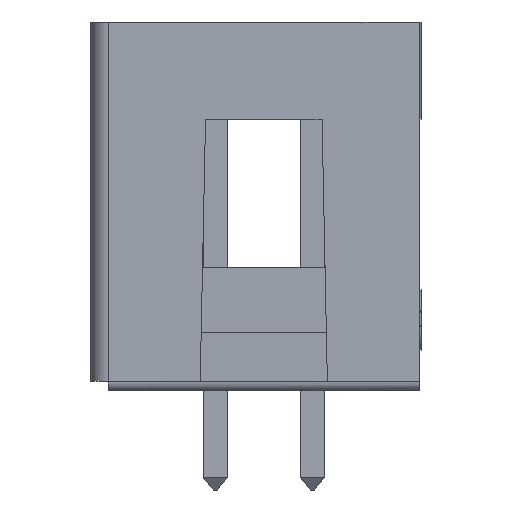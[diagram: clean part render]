
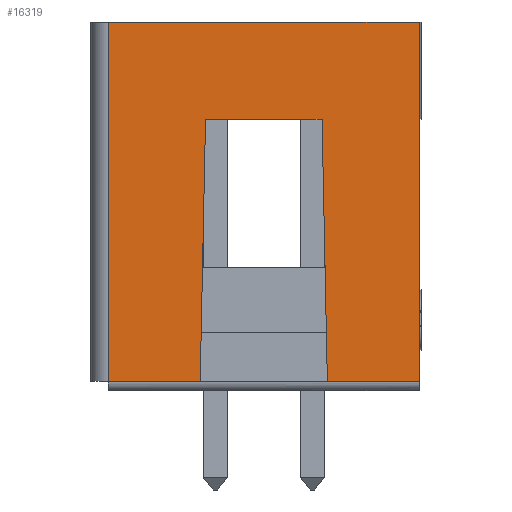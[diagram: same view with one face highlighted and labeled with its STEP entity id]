
A CAD part, left-side view. The second image highlights one B-rep face of the part: STEP entity #16319.
In plain terms, the highlighted planar face has unit normal (-1, 0, 0).
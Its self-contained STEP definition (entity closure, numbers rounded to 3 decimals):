
#15492=CARTESIAN_POINT('',(-22.708,-1.524,7.112));
#15493=VERTEX_POINT('',#15492);
#15503=CARTESIAN_POINT('',(-22.708,1.524,7.112));
#15504=VERTEX_POINT('',#15503);
#15505=CARTESIAN_POINT('',(-22.708,1.524,7.112));
#15506=CARTESIAN_POINT('',(-22.708,0.508,7.112));
#15507=CARTESIAN_POINT('',(-22.708,-0.508,7.112));
#15508=CARTESIAN_POINT('',(-22.708,-1.524,7.112));
#15509=QUASI_UNIFORM_CURVE('',3,(#15505,#15506,#15507,#15508),.UNSPECIFIED.,.F.,.U.);
#15510=EDGE_CURVE('',#15504,#15493,#15509,.T.);
#15916=CARTESIAN_POINT('',(-22.708,4.064,9.652));
#15917=VERTEX_POINT('',#15916);
#15918=CARTESIAN_POINT('',(-22.708,4.064,0.254));
#15919=VERTEX_POINT('',#15918);
#15920=CARTESIAN_POINT('',(-22.708,4.064,9.652));
#15921=CARTESIAN_POINT('',(-22.708,4.064,6.519));
#15922=CARTESIAN_POINT('',(-22.708,4.064,3.387));
#15923=CARTESIAN_POINT('',(-22.708,4.064,0.254));
#15924=QUASI_UNIFORM_CURVE('',3,(#15920,#15921,#15922,#15923),.UNSPECIFIED.,.F.,.U.);
#15925=EDGE_CURVE('',#15917,#15919,#15924,.T.);
#16260=CARTESIAN_POINT('',(-22.708,4.47,10.122));
#16261=DIRECTION('',(-1.0,0.0,0.0));
#16262=DIRECTION('',(0.0,0.0,-1.0));
#16263=AXIS2_PLACEMENT_3D('',#16260,#16261,#16262);
#16264=PLANE('',#16263);
#16265=ORIENTED_EDGE('',*,*,#15925,.T.);
#16266=CARTESIAN_POINT('',(-22.708,1.664,0.254));
#16267=VERTEX_POINT('',#16266);
#16268=CARTESIAN_POINT('',(-22.708,1.664,0.254));
#16269=CARTESIAN_POINT('',(-22.708,2.464,0.254));
#16270=CARTESIAN_POINT('',(-22.708,3.264,0.254));
#16271=CARTESIAN_POINT('',(-22.708,4.064,0.254));
#16272=QUASI_UNIFORM_CURVE('',3,(#16268,#16269,#16270,#16271),.UNSPECIFIED.,.F.,.U.);
#16273=EDGE_CURVE('',#16267,#15919,#16272,.T.);
#16274=ORIENTED_EDGE('',*,*,#16273,.F.);
#16275=CARTESIAN_POINT('',(-22.708,1.524,7.112));
#16276=CARTESIAN_POINT('',(-22.708,1.571,4.826));
#16277=CARTESIAN_POINT('',(-22.708,1.617,2.54));
#16278=CARTESIAN_POINT('',(-22.708,1.664,0.254));
#16279=QUASI_UNIFORM_CURVE('',3,(#16275,#16276,#16277,#16278),.UNSPECIFIED.,.F.,.U.);
#16280=EDGE_CURVE('',#15504,#16267,#16279,.T.);
#16281=ORIENTED_EDGE('',*,*,#16280,.F.);
#16282=ORIENTED_EDGE('',*,*,#15510,.T.);
#16283=CARTESIAN_POINT('',(-22.708,-1.664,0.254));
#16284=VERTEX_POINT('',#16283);
#16285=CARTESIAN_POINT('',(-22.708,-1.664,0.254));
#16286=CARTESIAN_POINT('',(-22.708,-1.617,2.54));
#16287=CARTESIAN_POINT('',(-22.708,-1.571,4.826));
#16288=CARTESIAN_POINT('',(-22.708,-1.524,7.112));
#16289=QUASI_UNIFORM_CURVE('',3,(#16285,#16286,#16287,#16288),.UNSPECIFIED.,.F.,.U.);
#16290=EDGE_CURVE('',#16284,#15493,#16289,.T.);
#16291=ORIENTED_EDGE('',*,*,#16290,.F.);
#16292=CARTESIAN_POINT('',(-22.708,-4.064,0.254));
#16293=VERTEX_POINT('',#16292);
#16294=CARTESIAN_POINT('',(-22.708,-4.064,0.254));
#16295=CARTESIAN_POINT('',(-22.708,-3.264,0.254));
#16296=CARTESIAN_POINT('',(-22.708,-2.464,0.254));
#16297=CARTESIAN_POINT('',(-22.708,-1.664,0.254));
#16298=QUASI_UNIFORM_CURVE('',3,(#16294,#16295,#16296,#16297),.UNSPECIFIED.,.F.,.U.);
#16299=EDGE_CURVE('',#16293,#16284,#16298,.T.);
#16300=ORIENTED_EDGE('',*,*,#16299,.F.);
#16301=CARTESIAN_POINT('',(-22.708,-4.064,9.652));
#16302=VERTEX_POINT('',#16301);
#16303=CARTESIAN_POINT('',(-22.708,-4.064,9.652));
#16304=CARTESIAN_POINT('',(-22.708,-4.064,6.519));
#16305=CARTESIAN_POINT('',(-22.708,-4.064,3.387));
#16306=CARTESIAN_POINT('',(-22.708,-4.064,0.254));
#16307=QUASI_UNIFORM_CURVE('',3,(#16303,#16304,#16305,#16306),.UNSPECIFIED.,.F.,.U.);
#16308=EDGE_CURVE('',#16302,#16293,#16307,.T.);
#16309=ORIENTED_EDGE('',*,*,#16308,.F.);
#16310=CARTESIAN_POINT('',(-22.708,4.064,9.652));
#16311=CARTESIAN_POINT('',(-22.708,1.355,9.652));
#16312=CARTESIAN_POINT('',(-22.708,-1.355,9.652));
#16313=CARTESIAN_POINT('',(-22.708,-4.064,9.652));
#16314=QUASI_UNIFORM_CURVE('',3,(#16310,#16311,#16312,#16313),.UNSPECIFIED.,.F.,.U.);
#16315=EDGE_CURVE('',#15917,#16302,#16314,.T.);
#16316=ORIENTED_EDGE('',*,*,#16315,.F.);
#16317=EDGE_LOOP('',(#16265,#16274,#16281,#16282,#16291,#16300,#16309,#16316));
#16318=FACE_OUTER_BOUND('',#16317,.T.);
#16319=ADVANCED_FACE('',(#16318),#16264,.T.);
